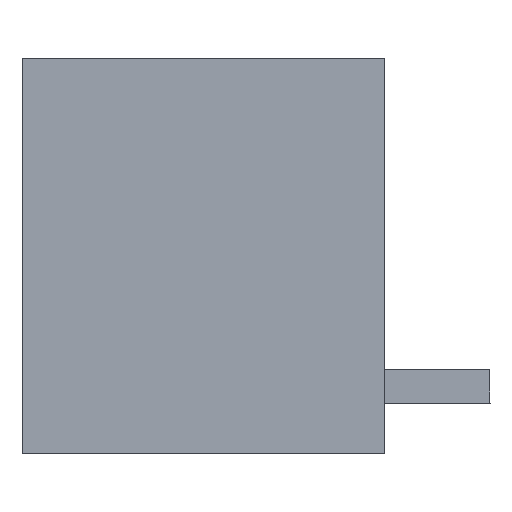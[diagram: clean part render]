
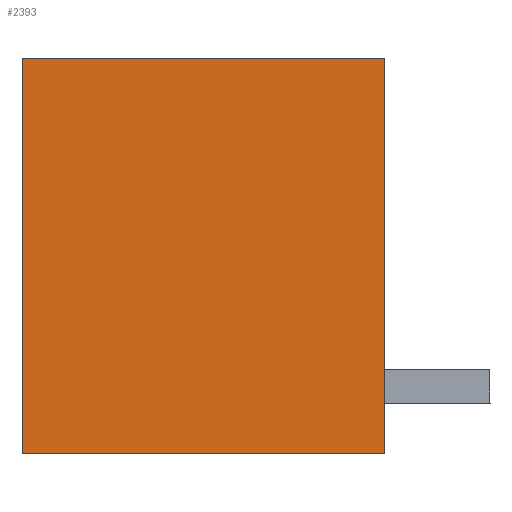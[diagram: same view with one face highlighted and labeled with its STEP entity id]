
A CAD part, left-side view. The second image highlights one B-rep face of the part: STEP entity #2393.
In plain terms, the highlighted planar face has unit normal (-1, 0, 0).
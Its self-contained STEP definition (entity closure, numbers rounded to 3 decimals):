
#2380=AXIS2_PLACEMENT_3D('Plane Axis2P3D',#2377,#2378,#2379) ;
#244=CARTESIAN_POINT('Vertex',(0.,3.2,0.)) ;
#247=CARTESIAN_POINT('Line Origine',(0.,8.7,0.)) ;
#251=CARTESIAN_POINT('Vertex',(0.,14.2,0.)) ;
#1527=CARTESIAN_POINT('Line Origine',(0.,8.7,12.)) ;
#1531=CARTESIAN_POINT('Vertex',(0.,3.2,12.)) ;
#1533=CARTESIAN_POINT('Vertex',(0.,14.2,12.)) ;
#2365=CARTESIAN_POINT('Line Origine',(0.,3.2,6.)) ;
#2377=CARTESIAN_POINT('Axis2P3D Location',(0.,1.7,0.)) ;
#2382=CARTESIAN_POINT('Line Origine',(0.,14.2,6.)) ;
#248=DIRECTION('Vector Direction',(0.,-1.,0.)) ;
#1528=DIRECTION('Vector Direction',(0.,1.,0.)) ;
#2366=DIRECTION('Vector Direction',(0.,0.,-1.)) ;
#2378=DIRECTION('Axis2P3D Direction',(-1.,0.,0.)) ;
#2379=DIRECTION('Axis2P3D XDirection',(0.,0.,1.)) ;
#2383=DIRECTION('Vector Direction',(0.,0.,1.)) ;
#249=VECTOR('Line Direction',#248,1.) ;
#1529=VECTOR('Line Direction',#1528,1.) ;
#2367=VECTOR('Line Direction',#2366,1.) ;
#2384=VECTOR('Line Direction',#2383,1.) ;
#2388=ORIENTED_EDGE('',*,*,#253,.T.) ;
#2389=ORIENTED_EDGE('',*,*,#2369,.T.) ;
#2390=ORIENTED_EDGE('',*,*,#1535,.T.) ;
#2391=ORIENTED_EDGE('',*,*,#2386,.T.) ;
#2393=ADVANCED_FACE('HOUSING',(#2392),#2381,.T.) ;
#253=EDGE_CURVE('',#252,#245,#250,.T.) ;
#1535=EDGE_CURVE('',#1532,#1534,#1530,.T.) ;
#2369=EDGE_CURVE('',#245,#1532,#2368,.F.) ;
#2386=EDGE_CURVE('',#1534,#252,#2385,.F.) ;
#2387=EDGE_LOOP('',(#2388,#2389,#2390,#2391)) ;
#2392=FACE_OUTER_BOUND('',#2387,.T.) ;
#250=LINE('Line',#247,#249) ;
#1530=LINE('Line',#1527,#1529) ;
#2368=LINE('Line',#2365,#2367) ;
#2385=LINE('Line',#2382,#2384) ;
#2381=PLANE('',#2380) ;
#245=VERTEX_POINT('',#244) ;
#252=VERTEX_POINT('',#251) ;
#1532=VERTEX_POINT('',#1531) ;
#1534=VERTEX_POINT('',#1533) ;
